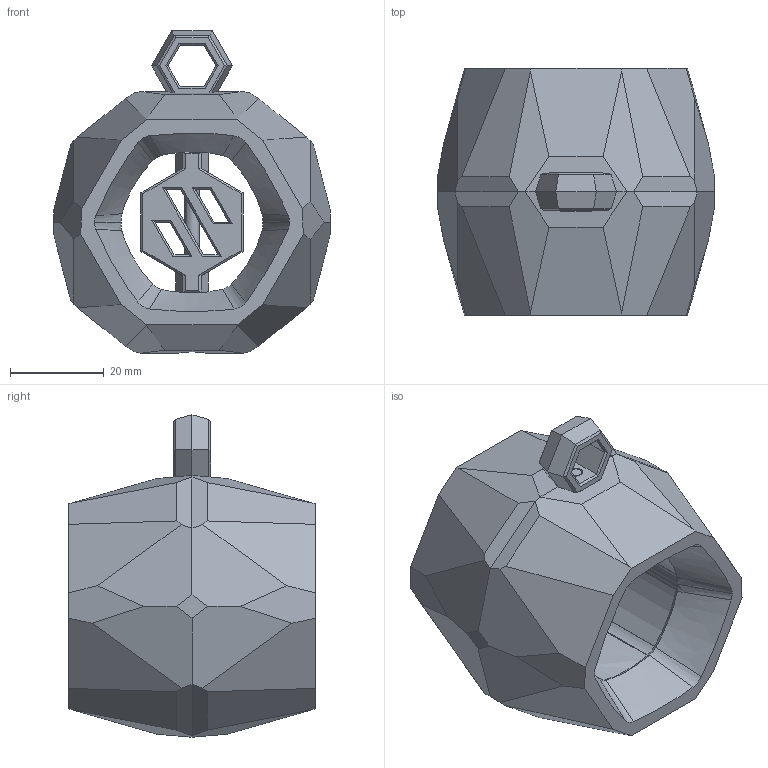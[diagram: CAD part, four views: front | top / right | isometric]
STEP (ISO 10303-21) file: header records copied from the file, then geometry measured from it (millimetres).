
FILE_DESCRIPTION(/* description */ (''),/* implementation_level */ '2;1');
FILE_NAME(/* name */ 'Xmas_SB_ornament v2.step',/* time_stamp */ '2023-11-16T13:58:53-08:00',/* author */ (''),/* organization */ (''),/* preprocessor_version */ 'ST-DEVELOPER v20',/* originating_system */ 'Autodesk Translation Framework v12.14.0.127',/* authorisation */ '');
FILE_SCHEMA (('AUTOMOTIVE_DESIGN { 1 0 10303 214 3 1 1 }'));
Length unit declared in the file: millimetre
Products named in the file (5): Xmas_SB_ornament; Stealthburner_Body; M3x50 SHCS v1; Spinner; Loop
Assembly tree (4 placements, depth 2):
  Xmas_SB_ornament
    Stealthburner_Body
    M3x50 SHCS v1
    Spinner
    Loop
Bounding box: 59.2 x 52.8 x 68.92 mm (x, y, z)
Volume: 76096.9 mm3; surface area: 19462.2 mm2
Topology: 4 solids, 4 shells, 326 faces, 808 edges, 489 vertices
Faces by surface type: plane 207, bspline 103, cylinder 8, cone 8
Full cylindrical faces by diameter (mm): 2.9 x1, 3 x1, 3.4 x4, 5.5 x1, 6 x1
Entity records: 13060 total; most frequent: CARTESIAN_POINT 5722, ORIENTED_EDGE 1616, DIRECTION 1223, EDGE_CURVE 808, LINE 621, VECTOR 621, VERTEX_POINT 489, EDGE_LOOP 349
